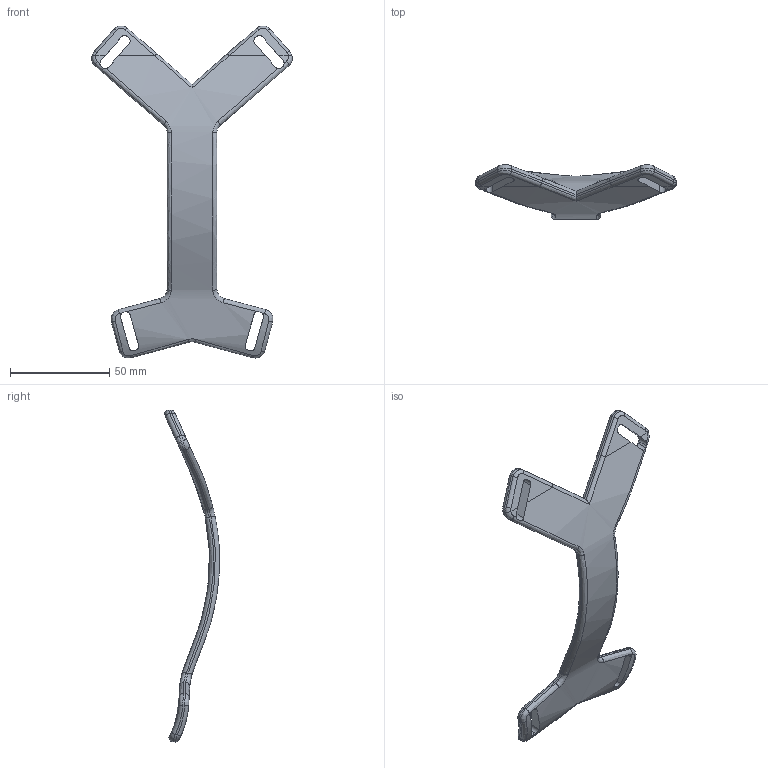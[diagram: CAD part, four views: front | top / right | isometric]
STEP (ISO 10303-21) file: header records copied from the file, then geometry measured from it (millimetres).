
FILE_DESCRIPTION(/* description */ (''),/* implementation_level */ '2;1');
FILE_NAME(/* name */ '목지지대최종최종 v1.step',/* time_stamp */ '2020-10-15T11:08:02+09:00',/* author */ (''),/* organization */ (''),/* preprocessor_version */ 'ST-DEVELOPER v18.1',/* originating_system */ 'Autodesk Translation Framework v9.3.0.1241',/* authorisation */ '');
FILE_SCHEMA (('AUTOMOTIVE_DESIGN { 1 0 10303 214 3 1 1 }'));
Length unit declared in the file: millimetre
Products named in the file (1): 목지지대최종최종
Bounding box: 101.06 x 27.48 x 167.14 mm (x, y, z)
Volume: 32355.2 mm3; surface area: 16459.2 mm2
Topology: 1 solids, 1 shells, 131 faces, 363 edges, 226 vertices
Faces by surface type: bspline 60, cylinder 37, plane 34
Entity records: 7352 total; most frequent: CARTESIAN_POINT 4440, ORIENTED_EDGE 726, DIRECTION 409, EDGE_CURVE 363, VERTEX_POINT 226, B_SPLINE_CURVE_WITH_KNOTS 182, AXIS2_PLACEMENT_3D 156, FACE_OUTER_BOUND 131
